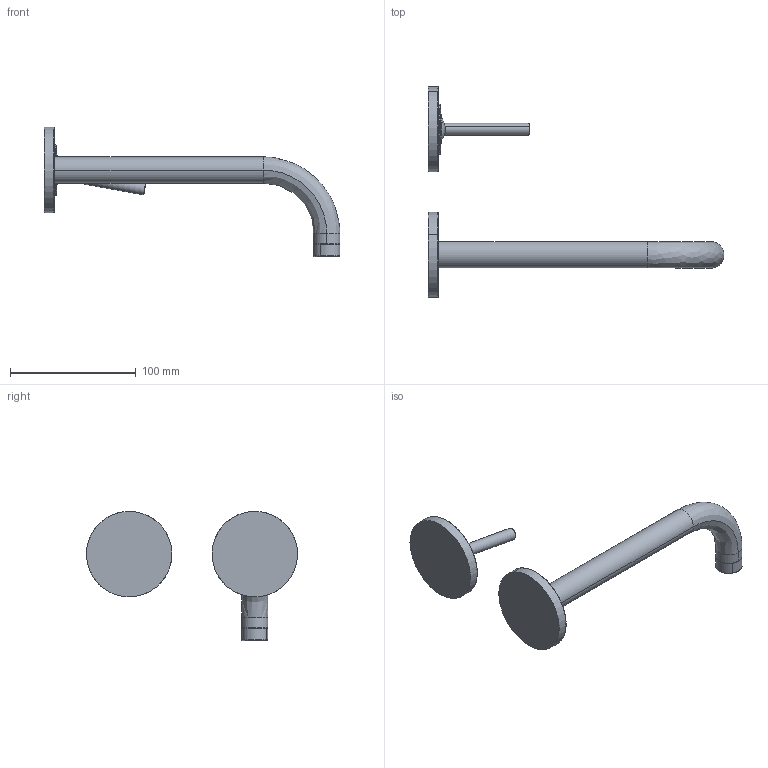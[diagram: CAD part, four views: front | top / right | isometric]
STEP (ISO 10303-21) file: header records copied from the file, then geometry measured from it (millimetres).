
FILE_DESCRIPTION(('CAx-IF Rec.Pracs.---Model Styling and Organization---1.2---2011-12-15','CAx-IF Rec.Pracs.---Geometric and Assembly Validation Properties---4.1---2014-06-16','CAx-IF Rec.Pracs.---PMI Polyline Presentation---2.0---2013-05-24'),'2;1');
FILE_NAME('1000073613_PPR_000.stp','2018-03-26T12:28:50+02:00',(''),(''),'STEP Interface 4.1 by CT CoreTechnologie','3D_Evolution4.1 by CT CoreTechnologie','');
FILE_SCHEMA(('AP203_CONFIGURATION_CONTROLLED_3D_DESIGN_OF_MECHANICAL_PARTS_AND_ASSEMBLIES_MIM_LF'));
Length unit declared in the file: millimetre
Products named in the file (11): P_2 AX 2L-WTA-WM lang o. Platte Uno 2 1000073613_PPR_000_A1; P_2 WT Griff  mit Farbmark. Starck Puro 1000086238_PPR_000_A0; P_2 WT Griff heiß_kalt Axor Starck Puro 1000086239_PPA_000_A0; FARBMARKIERUNG HEISS ROT 1000004475_PPA_000_A0; FARBMARKIERUNG KALT BLAU 1000004476_PPA_000_A0; P_2 Schmutzkappe lang 2L-WTA-WM Uno 1000073615_PPA_000_A0; P_2 Auslauf  270mm  2L-WTA-WM  Starck 1000073616_PPA_000_A0; Perlatorhuelse M18x1 1000000225_PPA_000_A0; SR_TT_HC_1,5gpm-air_dunkelgrau-gruen 1000047432_PPA_000_A1; P_2 Rosette Auslauf 2L-WTA-WM Uno 1000073617_PPA_000_A0; P_2 Rosette (Griff) 2L-WTA-WM UNO 1000073618_PPA_000_A0
Assembly tree (10 placements, depth 3):
  P_2 AX 2L-WTA-WM lang o. Platte Uno 2 1000073613_PPR_000_A1
    P_2 WT Griff  mit Farbmark. Starck Puro 1000086238_PPR_000_A0
      P_2 WT Griff heiß_kalt Axor Starck Puro 1000086239_PPA_000_A0
      FARBMARKIERUNG HEISS ROT 1000004475_PPA_000_A0
      FARBMARKIERUNG KALT BLAU 1000004476_PPA_000_A0
    P_2 Schmutzkappe lang 2L-WTA-WM Uno 1000073615_PPA_000_A0
    P_2 Auslauf  270mm  2L-WTA-WM  Starck 1000073616_PPA_000_A0
    Perlatorhuelse M18x1 1000000225_PPA_000_A0
    SR_TT_HC_1,5gpm-air_dunkelgrau-gruen 1000047432_PPA_000_A1
    P_2 Rosette Auslauf 2L-WTA-WM Uno 1000073617_PPA_000_A0
    P_2 Rosette (Griff) 2L-WTA-WM UNO 1000073618_PPA_000_A0
Bounding box: 235.5 x 167.98 x 102.89 mm (x, y, z)
Volume: 158745.2 mm3; surface area: 46401.8 mm2
Topology: 9 solids, 9 shells, 701 faces, 1746 edges, 1115 vertices
Faces by surface type: plane 524, cylinder 130, bspline 47
Entity records: 29979 total; most frequent: CARTESIAN_POINT 4987, ORIENTED_EDGE 3480, DIRECTION 3325, EDGE_CURVE 1740, VECTOR 1417, LINE 1417, VERTEX_POINT 1115, AXIS2_PLACEMENT_3D 954
